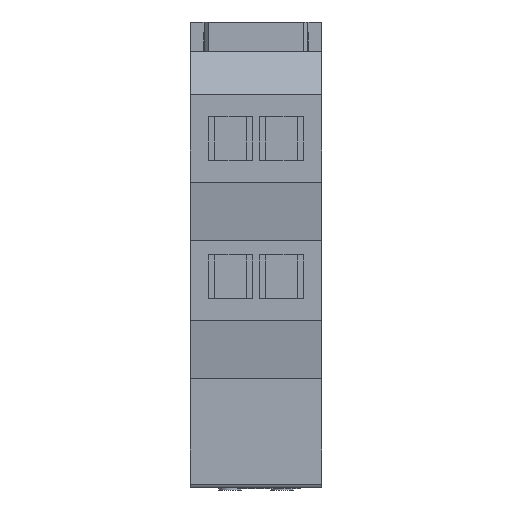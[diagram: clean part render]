
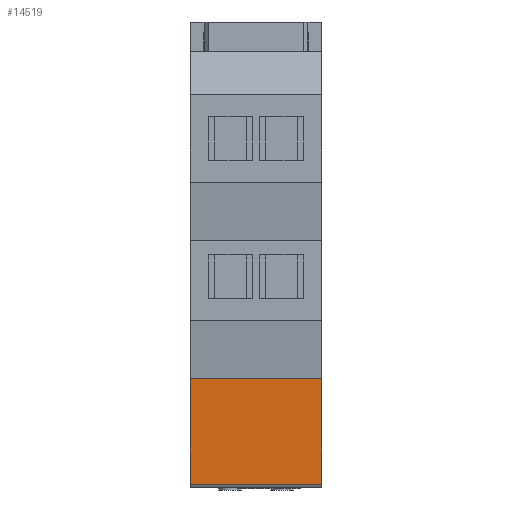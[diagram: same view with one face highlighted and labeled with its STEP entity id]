
A CAD part, front view. The second image highlights one B-rep face of the part: STEP entity #14519.
In plain terms, the highlighted planar face has unit normal (0, -1, 0).
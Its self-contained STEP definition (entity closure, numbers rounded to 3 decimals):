
#663 = ORIENTED_EDGE ( 'NONE', *, *, #17172, .T. ) ;
#933 = DIRECTION ( 'NONE',  ( 0., 0., -1. ) ) ;
#1795 = EDGE_CURVE ( 'NONE', #9709, #15173, #3402, .T. ) ;
#2154 = CARTESIAN_POINT ( 'NONE',  ( -9., -22.5, -59.5 ) ) ;
#2265 = EDGE_LOOP ( 'NONE', ( #11245, #663, #6563, #19546 ) ) ;
#3386 = VECTOR ( 'NONE', #10657, 1000. ) ;
#3402 = LINE ( 'NONE', #7054, #3386 ) ;
#5266 = CARTESIAN_POINT ( 'NONE',  ( 9., -22.5, -45. ) ) ;
#6525 = AXIS2_PLACEMENT_3D ( 'NONE', #5266, #7066, #19387 ) ;
#6563 = ORIENTED_EDGE ( 'NONE', *, *, #1795, .F. ) ;
#7054 = CARTESIAN_POINT ( 'NONE',  ( 9., -22.5, -45. ) ) ;
#7066 = DIRECTION ( 'NONE',  ( 0., 1., 0. ) ) ;
#7531 = CARTESIAN_POINT ( 'NONE',  ( -9., -22.5, -45. ) ) ;
#7878 = CARTESIAN_POINT ( 'NONE',  ( 9., -22.5, -45. ) ) ;
#9709 = VERTEX_POINT ( 'NONE', #7878 ) ;
#10512 = PLANE ( 'NONE',  #6525 ) ;
#10657 = DIRECTION ( 'NONE',  ( 0., 0., -1. ) ) ;
#10832 = DIRECTION ( 'NONE',  ( 1., 0., 0. ) ) ;
#10897 = EDGE_CURVE ( 'NONE', #9709, #18740, #12895, .T. ) ;
#10969 = LINE ( 'NONE', #11630, #11211 ) ;
#11211 = VECTOR ( 'NONE', #933, 1000. ) ;
#11245 = ORIENTED_EDGE ( 'NONE', *, *, #15427, .T. ) ;
#11450 = CARTESIAN_POINT ( 'NONE',  ( 9., -22.5, -59.5 ) ) ;
#11630 = CARTESIAN_POINT ( 'NONE',  ( -9., -22.5, -45. ) ) ;
#12727 = VECTOR ( 'NONE', #21258, 1000. ) ;
#12895 = LINE ( 'NONE', #19433, #12727 ) ;
#12934 = FACE_OUTER_BOUND ( 'NONE', #2265, .T. ) ;
#13800 = VERTEX_POINT ( 'NONE', #2154 ) ;
#14519 = ADVANCED_FACE ( 'NONE', ( #12934 ), #10512, .F. ) ;
#15173 = VERTEX_POINT ( 'NONE', #17866 ) ;
#15427 = EDGE_CURVE ( 'NONE', #18740, #13800, #10969, .T. ) ;
#17172 = EDGE_CURVE ( 'NONE', #13800, #15173, #21136, .T. ) ;
#17866 = CARTESIAN_POINT ( 'NONE',  ( 9., -22.5, -59.5 ) ) ;
#18740 = VERTEX_POINT ( 'NONE', #7531 ) ;
#19387 = DIRECTION ( 'NONE',  ( 0., 0., 1. ) ) ;
#19433 = CARTESIAN_POINT ( 'NONE',  ( 9., -22.5, -45. ) ) ;
#19546 = ORIENTED_EDGE ( 'NONE', *, *, #10897, .T. ) ;
#21043 = VECTOR ( 'NONE', #10832, 1000. ) ;
#21136 = LINE ( 'NONE', #11450, #21043 ) ;
#21258 = DIRECTION ( 'NONE',  ( -1., 0., 0. ) ) ;
